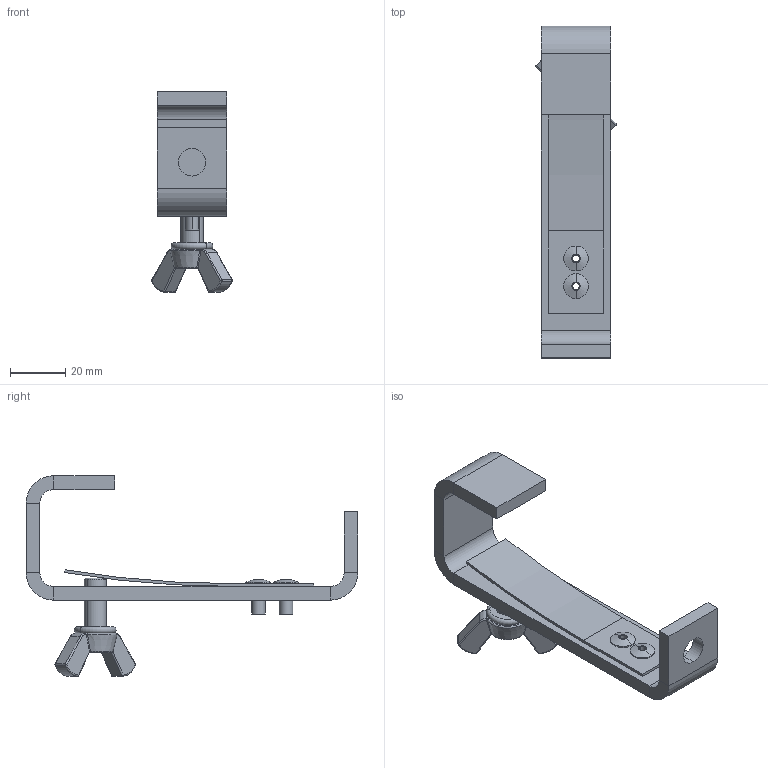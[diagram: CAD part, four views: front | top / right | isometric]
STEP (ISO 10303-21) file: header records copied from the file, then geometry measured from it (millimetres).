
FILE_DESCRIPTION (( 'STEP AP203' ), '1' );
FILE_NAME ('T20212.STEP', '2018-07-16T09:05:43', ( '' ), ( '' ), 'SwSTEP 2.0', 'SolidWorks 2016', '' );
FILE_SCHEMA (( 'CONFIG_CONTROL_DESIGN' ));
Length unit declared in the file: millimetre
Products named in the file (5): F988_F988 M8x20 Wing Bolt; TH131; F2038; T20212; TH751_DATA
Assembly tree (5 placements, depth 2):
  T20212
    TH131
    TH751_DATA
    F988_F988 M8x20 Wing Bolt
    F2038  x2
Bounding box: 29.15 x 120 x 72.52 mm (x, y, z)
Volume: 30501 mm3; surface area: 19108.7 mm2
Topology: 5 solids, 5 shells, 154 faces, 342 edges, 194 vertices
Faces by surface type: cylinder 56, plane 48, torus 18, bspline 16, cone 8, sphere 8
Entity records: 4707 total; most frequent: CARTESIAN_POINT 1027, DIRECTION 704, ORIENTED_EDGE 624, EDGE_CURVE 312, AXIS2_PLACEMENT_3D 289, VERTEX_POINT 180, EDGE_LOOP 160, CIRCLE 154
